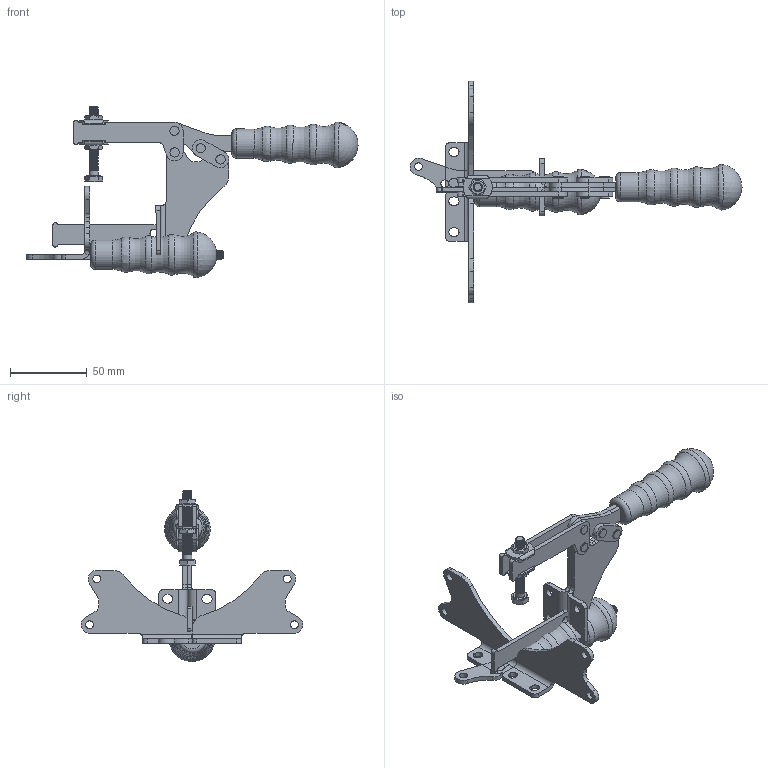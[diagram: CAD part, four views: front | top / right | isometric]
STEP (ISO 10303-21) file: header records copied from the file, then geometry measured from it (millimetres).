
FILE_DESCRIPTION( ( 'Unknown' ), '1' );
FILE_NAME( '121_UPINKA.stp', 'Unknown', ( 'Unknown' ), ( 'Unknown' ), 'PSStep 14.0', 'Unknown', ' ' );
FILE_SCHEMA( ( 'AUTOMOTIVE_DESIGN { 1 0 10303 214 1 1 1 1 }' ) );
Length unit declared in the file: millimetre
Products named in the file (19): Assem1; 720614_NYT 5x14; 720614_NYT 5x14-oa0; 720614_NYT 5x14-oa1; 720614_NYT 5x14-oa2; 121004_UPINACI PAKA; 121004_UPINACI PAKA-oa3; 121002_OVLADACI PAKA; 121002_OVLADACI PAKA-oa4; 121006_TAHLO; 121006_TAHLO-oa5; 940002_RUKOJET 10x6; 930003_PODLOZKA M6; 930003_PODLOZKA M6-oa6; 800069_SROUB M6x45-CSN ISO 4017; 800004_MATICE M6_DIN4398; 800004_MATICE M6_DIN4398-oa7; 121001_TELO L; 121000_TELO P
Bounding box: 215.62 x 144 x 111.26 mm (x, y, z)
Volume: 117372.3 mm3; surface area: 72097.5 mm2
Topology: 36 solids, 36 shells, 898 faces, 2062 edges, 1258 vertices
Faces by surface type: cylinder 308, plane 256, cone 214, torus 112, bspline 6, sphere 2
Full cylindrical faces by diameter (mm): 4.917 x12, 5 x40, 6 x100, 6.3 x4, 8.88 x2, 18.996 x2
Entity records: 15233 total; most frequent: CARTESIAN_POINT 2203, DIRECTION 2048, ORIENTED_EDGE 1518, AXIS2_PLACEMENT_3D 884, EDGE_CURVE 759, EDGE_LOOP 750, VERTEX_POINT 599, FACE_OUTER_BOUND 586
